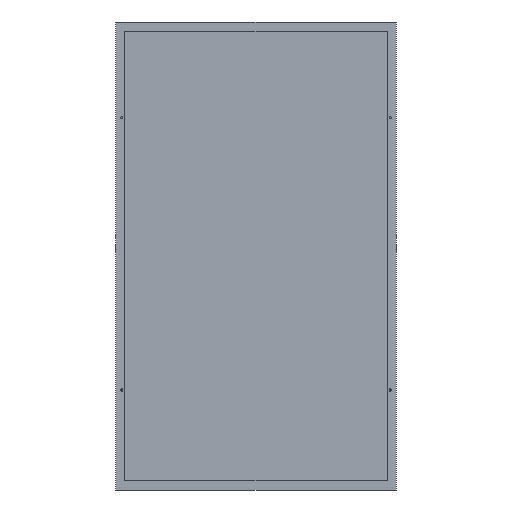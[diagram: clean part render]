
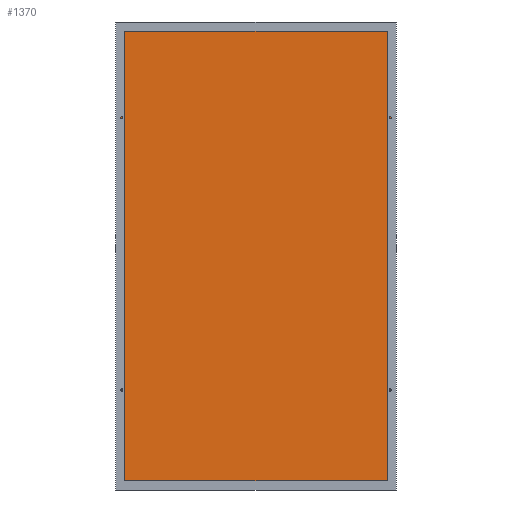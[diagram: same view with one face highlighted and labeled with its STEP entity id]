
A CAD part, front view. The second image highlights one B-rep face of the part: STEP entity #1370.
In plain terms, the highlighted planar face has unit normal (0, -1, 0).
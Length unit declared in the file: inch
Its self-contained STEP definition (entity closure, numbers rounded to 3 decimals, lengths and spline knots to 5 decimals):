
#756=CARTESIAN_POINT('',(0.47,-0.23893,64.49));
#757=VERTEX_POINT('',#756);
#766=CARTESIAN_POINT('',(38.51,-0.23893,64.49));
#767=VERTEX_POINT('',#766);
#768=CARTESIAN_POINT('',(38.51,-0.23893,64.49));
#769=DIRECTION('',(-1.0,0.0,0.0));
#770=VECTOR('',#769,38.04);
#771=LINE('',#768,#770);
#772=EDGE_CURVE('',#767,#757,#771,.T.);
#796=CARTESIAN_POINT('',(38.51,-0.23893,0.47));
#797=VERTEX_POINT('',#796);
#806=CARTESIAN_POINT('',(0.47,-0.23893,0.47));
#807=VERTEX_POINT('',#806);
#808=CARTESIAN_POINT('',(0.47,-0.23893,0.47));
#809=DIRECTION('',(1.0,0.0,0.0));
#810=VECTOR('',#809,38.04);
#811=LINE('',#808,#810);
#812=EDGE_CURVE('',#807,#797,#811,.T.);
#1273=CARTESIAN_POINT('',(38.51,-0.23893,0.47));
#1274=DIRECTION('',(0.0,0.0,1.0));
#1275=VECTOR('',#1274,64.02);
#1276=LINE('',#1273,#1275);
#1277=EDGE_CURVE('',#797,#767,#1276,.T.);
#1304=CARTESIAN_POINT('',(0.47,-0.23893,0.47));
#1305=DIRECTION('',(0.0,0.0,1.0));
#1306=VECTOR('',#1305,64.02);
#1307=LINE('',#1304,#1306);
#1308=EDGE_CURVE('',#807,#757,#1307,.T.);
#1359=CARTESIAN_POINT('',(38.51,-0.23893,0.0));
#1360=DIRECTION('',(0.0,-1.0,0.0));
#1361=DIRECTION('',(0.0,0.0,-1.0));
#1362=AXIS2_PLACEMENT_3D('',#1359,#1360,#1361);
#1363=PLANE('',#1362);
#1364=ORIENTED_EDGE('',*,*,#772,.T.);
#1365=ORIENTED_EDGE('',*,*,#1308,.F.);
#1366=ORIENTED_EDGE('',*,*,#812,.T.);
#1367=ORIENTED_EDGE('',*,*,#1277,.T.);
#1368=EDGE_LOOP('',(#1364,#1365,#1366,#1367));
#1369=FACE_OUTER_BOUND('',#1368,.T.);
#1370=ADVANCED_FACE('',(#1369),#1363,.T.);
